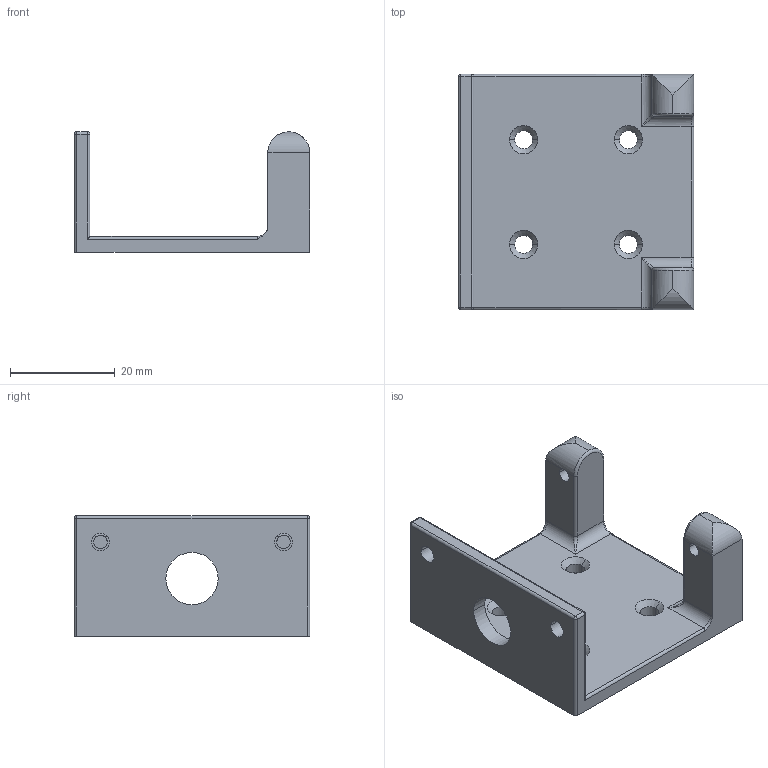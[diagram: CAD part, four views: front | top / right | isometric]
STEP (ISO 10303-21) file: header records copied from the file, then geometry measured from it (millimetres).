
FILE_DESCRIPTION(('CATIA V5 STEP Exchange'),'2;1');
FILE_NAME('lab_micrometer_automator.stp','2014-05-22T11:12:08+00:00',('none'),('none'),'CATIA Version 5 Release 20 GA (IN-10)','CATIA V5 STEP AP203','none');
FILE_SCHEMA(('CONFIG_CONTROL_DESIGN'));
Length unit declared in the file: millimetre
Products named in the file (1): lab_micrometer_automator
Bounding box: 45 x 45 x 23 mm (x, y, z)
Volume: 10716 mm3; surface area: 7682.4 mm2
Topology: 1 solids, 1 shells, 77 faces, 191 edges, 110 vertices
Faces by surface type: cylinder 43, plane 14, cone 8, torus 6, sphere 4, bspline 2
Entity records: 2457 total; most frequent: CARTESIAN_POINT 705, ORIENTED_EDGE 370, DIRECTION 296, EDGE_CURVE 185, AXIS2_PLACEMENT_3D 149, VERTEX_POINT 110, EDGE_LOOP 91, VECTOR 83
